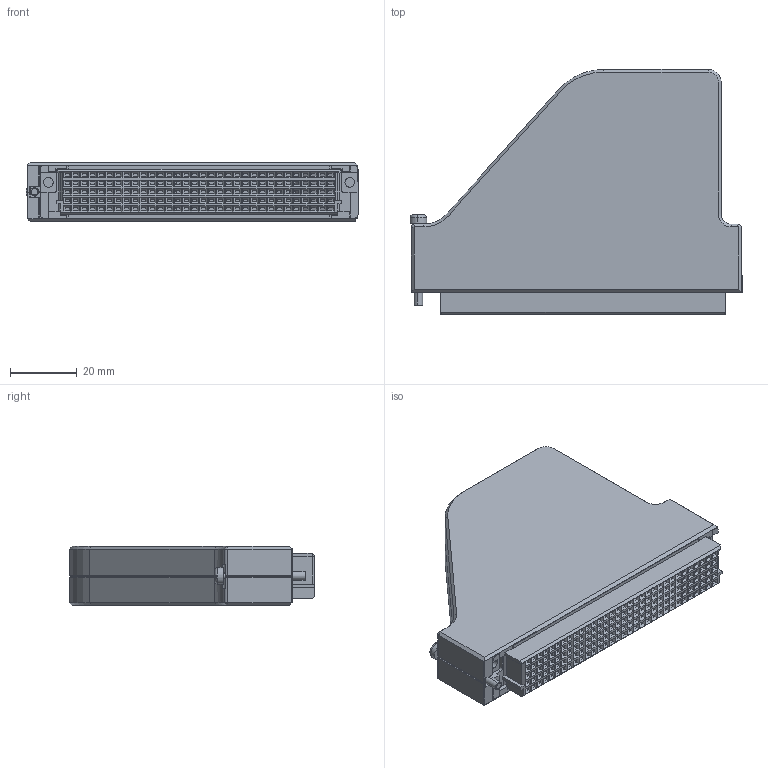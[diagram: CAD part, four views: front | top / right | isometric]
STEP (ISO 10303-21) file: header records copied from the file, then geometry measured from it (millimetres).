
FILE_DESCRIPTION (( 'STEP AP214' ), '1' );
FILE_NAME ('40-960-160-FB (BASSIC ASSY) S20.STEP', '2016-01-22T15:59:19', ( 'admin' ), ( 'Hewlett-Packard Company' ), 'SwSTEP 2.0', 'SolidWorks 2015', '' );
FILE_SCHEMA (( 'AUTOMOTIVE_DESIGN' ));
Length unit declared in the file: millimetre
Products named in the file (12): C-FX-587 M2.5x12mm Cap Head Screw-Hex Inside_C-FX-587 M2.5x12mm ; C-FX-572 Breakout Box Clamp-34mm; C-FX-787 M2.5x4mm Cap Head Screw-Hex Inside_C-FX-595 M2.5x14mm ; C-FX-227 M2.5 Metal Soldered Tag; C-CN-735 DIN 41642 160way crimp housing; A-CN-1244 160 Way Cable 90 Deg Backshell Assembly; C-CN-1244-B 160 Way Cable 90 Deg Backshell (anodised)-Top; C-UN-1244-B 160 Way Cable 90 Deg Backshell (not anodised)-Top_Anodised; C-CN-1244-A 160 Way Cable 90 Deg Backshell (anodised)-Bottom; C-UN-1244-A 160 Way Cable 90 Deg Backshell (not anodised)-Bottom_Anodised; 40-960-160-FB (BASSIC ASSY) S20; C-FX-550 Break Out Box Screw 2.5
Assembly tree (15 placements, depth 4):
  40-960-160-FB (BASSIC ASSY) S20
    A-CN-1244 160 Way Cable 90 Deg Backshell Assembly
      C-CN-1244-A 160 Way Cable 90 Deg Backshell (anodised)-Bottom
        C-UN-1244-A 160 Way Cable 90 Deg Backshell (not anodised)-Bottom_Anodised
      C-CN-1244-B 160 Way Cable 90 Deg Backshell (anodised)-Top
        C-UN-1244-B 160 Way Cable 90 Deg Backshell (not anodised)-Top_Anodised
    C-CN-735 DIN 41642 160way crimp housing
    C-FX-227 M2.5 Metal Soldered Tag
    C-FX-787 M2.5x4mm Cap Head Screw-Hex Inside_C-FX-595 M2.5x14mm 
    C-FX-572 Breakout Box Clamp-34mm
    C-FX-587 M2.5x12mm Cap Head Screw-Hex Inside_C-FX-587 M2.5x12mm   x5
    C-FX-550 Break Out Box Screw 2.5
Bounding box: 99.12 x 73.14 x 17.7 mm (x, y, z)
Volume: 45241.7 mm3; surface area: 48917.5 mm2
Topology: 12 solids, 12 shells, 3062 faces, 7712 edges, 4877 vertices
Faces by surface type: plane 2607, cylinder 223, bspline 129, cone 77, torus 26
Entity records: 94441 total; most frequent: CARTESIAN_POINT 22807, ORIENTED_EDGE 14968, DIRECTION 13362, EDGE_CURVE 7484, VECTOR 6702, LINE 6702, VERTEX_POINT 4745, EDGE_LOOP 3511
